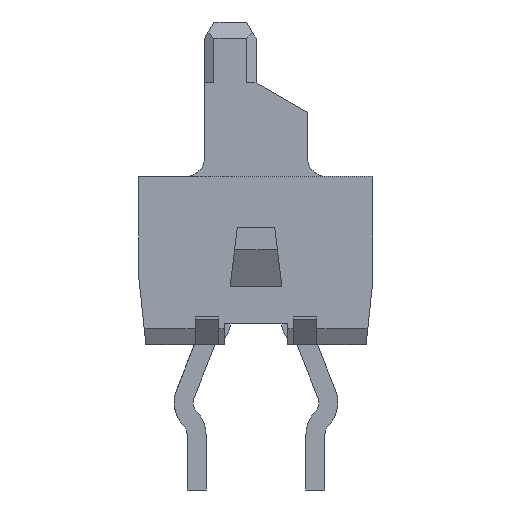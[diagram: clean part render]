
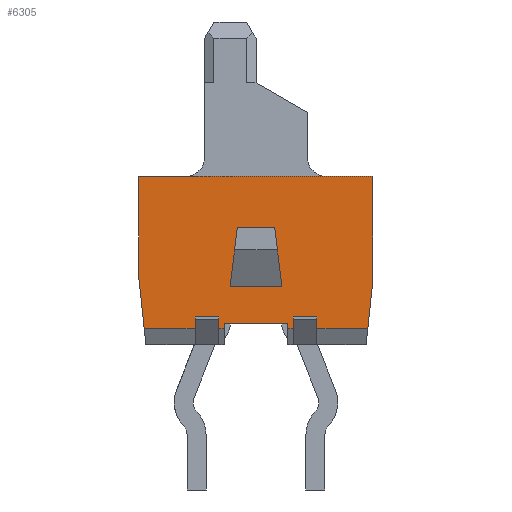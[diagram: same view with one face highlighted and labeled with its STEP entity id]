
A CAD part, left-side view. The second image highlights one B-rep face of the part: STEP entity #6305.
In plain terms, the highlighted planar face has unit normal (-1, 0, 0).
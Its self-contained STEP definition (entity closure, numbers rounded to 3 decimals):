
#134=DIRECTION('',(0.,1.,0.));
#135=VECTOR('',#134,0.8);
#136=CARTESIAN_POINT('',(-11.2,-0.4,-1.1));
#137=LINE('',#136,#135);
#138=DIRECTION('',(0.,0.122,-0.993));
#139=VECTOR('',#138,1.259);
#140=CARTESIAN_POINT('',(-11.2,0.4,-1.1));
#141=LINE('',#140,#139);
#142=DIRECTION('',(0.,-1.,0.));
#143=VECTOR('',#142,1.107);
#144=CARTESIAN_POINT('',(-11.2,0.553,-2.35));
#145=LINE('',#144,#143);
#146=DIRECTION('',(0.,0.122,0.993));
#147=VECTOR('',#146,1.259);
#148=CARTESIAN_POINT('',(-11.2,-0.553,-2.35));
#149=LINE('',#148,#147);
#150=DIRECTION('',(0.,-1.,0.));
#151=VECTOR('',#150,1.089);
#152=CARTESIAN_POINT('',(-11.2,2.389,-3.254));
#153=LINE('',#152,#151);
#154=DIRECTION('',(0.,0.105,0.995));
#155=VECTOR('',#154,1.059);
#156=CARTESIAN_POINT('',(-11.2,2.389,-3.254));
#157=LINE('',#156,#155);
#158=DIRECTION('',(0.,0.,1.));
#159=VECTOR('',#158,2.2);
#160=CARTESIAN_POINT('',(-11.2,2.5,-2.2));
#161=LINE('',#160,#159);
#162=DIRECTION('',(0.,-1.,0.));
#163=VECTOR('',#162,5.);
#164=CARTESIAN_POINT('',(-11.2,2.5,0.));
#165=LINE('',#164,#163);
#166=DIRECTION('',(0.,0.,-1.));
#167=VECTOR('',#166,2.2);
#168=CARTESIAN_POINT('',(-11.2,-2.5,0.));
#169=LINE('',#168,#167);
#170=DIRECTION('',(0.,0.105,-0.995));
#171=VECTOR('',#170,1.059);
#172=CARTESIAN_POINT('',(-11.2,-2.5,-2.2));
#173=LINE('',#172,#171);
#174=DIRECTION('',(0.,-1.,0.));
#175=VECTOR('',#174,1.089);
#176=CARTESIAN_POINT('',(-11.2,-1.3,-3.254));
#177=LINE('',#176,#175);
#178=DIRECTION('',(0.,0.,1.));
#179=VECTOR('',#178,0.254);
#180=CARTESIAN_POINT('',(-11.2,-1.3,-3.254));
#181=LINE('',#180,#179);
#182=DIRECTION('',(0.,-1.,0.));
#183=VECTOR('',#182,0.5);
#184=CARTESIAN_POINT('',(-11.2,-0.8,-3.));
#185=LINE('',#184,#183);
#186=DIRECTION('',(0.,0.,1.));
#187=VECTOR('',#186,0.254);
#188=CARTESIAN_POINT('',(-11.2,-0.8,-3.254));
#189=LINE('',#188,#187);
#190=DIRECTION('',(0.,-1.,0.));
#191=VECTOR('',#190,0.125);
#192=CARTESIAN_POINT('',(-11.2,-0.675,-3.254));
#193=LINE('',#192,#191);
#194=DIRECTION('',(0.,0.,1.));
#195=VECTOR('',#194,0.104);
#196=CARTESIAN_POINT('',(-11.2,-0.675,-3.254));
#197=LINE('',#196,#195);
#198=DIRECTION('',(0.,1.,0.));
#199=VECTOR('',#198,1.35);
#200=CARTESIAN_POINT('',(-11.2,-0.675,-3.15));
#201=LINE('',#200,#199);
#202=DIRECTION('',(0.,0.,-1.));
#203=VECTOR('',#202,0.104);
#204=CARTESIAN_POINT('',(-11.2,0.675,-3.15));
#205=LINE('',#204,#203);
#206=DIRECTION('',(0.,-1.,0.));
#207=VECTOR('',#206,0.125);
#208=CARTESIAN_POINT('',(-11.2,0.8,-3.254));
#209=LINE('',#208,#207);
#210=DIRECTION('',(0.,0.,1.));
#211=VECTOR('',#210,0.254);
#212=CARTESIAN_POINT('',(-11.2,0.8,-3.254));
#213=LINE('',#212,#211);
#214=DIRECTION('',(0.,-1.,0.));
#215=VECTOR('',#214,0.5);
#216=CARTESIAN_POINT('',(-11.2,1.3,-3.));
#217=LINE('',#216,#215);
#218=DIRECTION('',(0.,0.,1.));
#219=VECTOR('',#218,0.254);
#220=CARTESIAN_POINT('',(-11.2,1.3,-3.254));
#221=LINE('',#220,#219);
#4786=CARTESIAN_POINT('',(-11.2,2.5,0.));
#4787=CARTESIAN_POINT('',(-11.2,-2.5,0.));
#4788=VERTEX_POINT('',#4786);
#4789=VERTEX_POINT('',#4787);
#4790=CARTESIAN_POINT('',(-11.2,-2.5,-2.2));
#4791=VERTEX_POINT('',#4790);
#4792=CARTESIAN_POINT('',(-11.2,-0.675,-3.15));
#4793=CARTESIAN_POINT('',(-11.2,0.675,-3.15));
#4794=VERTEX_POINT('',#4792);
#4795=VERTEX_POINT('',#4793);
#4796=CARTESIAN_POINT('',(-11.2,2.5,-2.2));
#4797=VERTEX_POINT('',#4796);
#4904=CARTESIAN_POINT('',(-11.2,-0.4,-1.1));
#4905=CARTESIAN_POINT('',(-11.2,0.4,-1.1));
#4906=VERTEX_POINT('',#4904);
#4907=VERTEX_POINT('',#4905);
#4908=CARTESIAN_POINT('',(-11.2,0.553,-2.35));
#4909=CARTESIAN_POINT('',(-11.2,-0.553,-2.35));
#4910=VERTEX_POINT('',#4908);
#4911=VERTEX_POINT('',#4909);
#4928=CARTESIAN_POINT('',(-11.2,1.3,-3.));
#4929=CARTESIAN_POINT('',(-11.2,0.8,-3.));
#4930=VERTEX_POINT('',#4928);
#4931=VERTEX_POINT('',#4929);
#4932=CARTESIAN_POINT('',(-11.2,-0.8,-3.));
#4933=CARTESIAN_POINT('',(-11.2,-1.3,-3.));
#4934=VERTEX_POINT('',#4932);
#4935=VERTEX_POINT('',#4933);
#5116=CARTESIAN_POINT('',(-11.2,2.389,-3.254));
#5117=VERTEX_POINT('',#5116);
#5118=CARTESIAN_POINT('',(-11.2,1.3,-3.254));
#5119=VERTEX_POINT('',#5118);
#5122=CARTESIAN_POINT('',(-11.2,0.675,-3.254));
#5124=VERTEX_POINT('',#5122);
#5128=CARTESIAN_POINT('',(-11.2,0.8,-3.254));
#5129=VERTEX_POINT('',#5128);
#5136=CARTESIAN_POINT('',(-11.2,-0.675,-3.254));
#5137=VERTEX_POINT('',#5136);
#5138=CARTESIAN_POINT('',(-11.2,-0.8,-3.254));
#5139=VERTEX_POINT('',#5138);
#5142=CARTESIAN_POINT('',(-11.2,-2.389,-3.254));
#5144=VERTEX_POINT('',#5142);
#5148=CARTESIAN_POINT('',(-11.2,-1.3,-3.254));
#5149=VERTEX_POINT('',#5148);
#6252=CARTESIAN_POINT('',(-11.2,0.,0.));
#6253=DIRECTION('',(1.,0.,0.));
#6254=DIRECTION('',(0.,0.,-1.));
#6255=AXIS2_PLACEMENT_3D('',#6252,#6253,#6254);
#6256=PLANE('',#6255);
#6258=ORIENTED_EDGE('',*,*,#6257,.F.);
#6260=ORIENTED_EDGE('',*,*,#6259,.T.);
#6262=ORIENTED_EDGE('',*,*,#6261,.T.);
#6264=ORIENTED_EDGE('',*,*,#6263,.T.);
#6266=ORIENTED_EDGE('',*,*,#6265,.T.);
#6268=ORIENTED_EDGE('',*,*,#6267,.T.);
#6270=ORIENTED_EDGE('',*,*,#6269,.F.);
#6272=ORIENTED_EDGE('',*,*,#6271,.T.);
#6274=ORIENTED_EDGE('',*,*,#6273,.F.);
#6276=ORIENTED_EDGE('',*,*,#6275,.F.);
#6278=ORIENTED_EDGE('',*,*,#6277,.F.);
#6280=ORIENTED_EDGE('',*,*,#6279,.T.);
#6282=ORIENTED_EDGE('',*,*,#6281,.T.);
#6284=ORIENTED_EDGE('',*,*,#6283,.T.);
#6286=ORIENTED_EDGE('',*,*,#6285,.F.);
#6288=ORIENTED_EDGE('',*,*,#6287,.T.);
#6290=ORIENTED_EDGE('',*,*,#6289,.F.);
#6292=ORIENTED_EDGE('',*,*,#6291,.F.);
#6293=EDGE_LOOP('',(#6258,#6260,#6262,#6264,#6266,#6268,#6270,#6272,#6274,#6276,
#6278,#6280,#6282,#6284,#6286,#6288,#6290,#6292));
#6294=FACE_OUTER_BOUND('',#6293,.F.);
#6296=ORIENTED_EDGE('',*,*,#6295,.T.);
#6298=ORIENTED_EDGE('',*,*,#6297,.T.);
#6300=ORIENTED_EDGE('',*,*,#6299,.T.);
#6302=ORIENTED_EDGE('',*,*,#6301,.T.);
#6303=EDGE_LOOP('',(#6296,#6298,#6300,#6302));
#6304=FACE_BOUND('',#6303,.F.);
#6257=EDGE_CURVE('',#5117,#5119,#153,.T.);
#6259=EDGE_CURVE('',#5117,#4797,#157,.T.);
#6261=EDGE_CURVE('',#4797,#4788,#161,.T.);
#6263=EDGE_CURVE('',#4788,#4789,#165,.T.);
#6265=EDGE_CURVE('',#4789,#4791,#169,.T.);
#6267=EDGE_CURVE('',#4791,#5144,#173,.T.);
#6269=EDGE_CURVE('',#5149,#5144,#177,.T.);
#6271=EDGE_CURVE('',#5149,#4935,#181,.T.);
#6273=EDGE_CURVE('',#4934,#4935,#185,.T.);
#6275=EDGE_CURVE('',#5139,#4934,#189,.T.);
#6277=EDGE_CURVE('',#5137,#5139,#193,.T.);
#6279=EDGE_CURVE('',#5137,#4794,#197,.T.);
#6281=EDGE_CURVE('',#4794,#4795,#201,.T.);
#6283=EDGE_CURVE('',#4795,#5124,#205,.T.);
#6285=EDGE_CURVE('',#5129,#5124,#209,.T.);
#6287=EDGE_CURVE('',#5129,#4931,#213,.T.);
#6289=EDGE_CURVE('',#4930,#4931,#217,.T.);
#6291=EDGE_CURVE('',#5119,#4930,#221,.T.);
#6295=EDGE_CURVE('',#4906,#4907,#137,.T.);
#6297=EDGE_CURVE('',#4907,#4910,#141,.T.);
#6299=EDGE_CURVE('',#4910,#4911,#145,.T.);
#6301=EDGE_CURVE('',#4911,#4906,#149,.T.);
#6305=ADVANCED_FACE('',(#6294,#6304),#6256,.F.);
